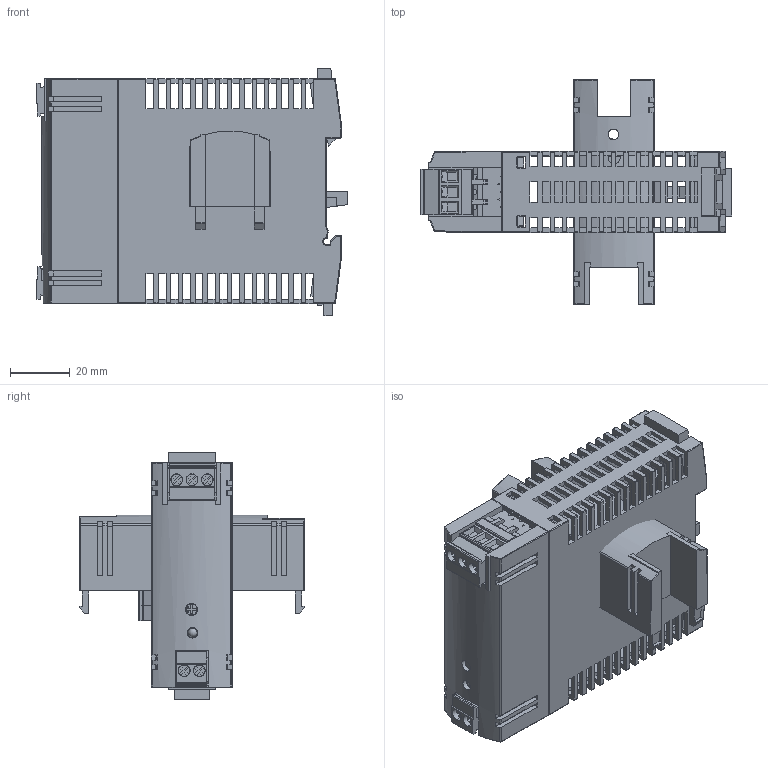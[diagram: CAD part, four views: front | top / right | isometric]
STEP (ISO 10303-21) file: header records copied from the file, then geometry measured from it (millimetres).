
FILE_DESCRIPTION( ( 'Unknown' ), '1' );
FILE_NAME( 'TCL 024-124.stp', 'Unknown', ( 'Unknown' ), ( 'Unknown' ), 'PSStep 13.0', 'Unknown', ' ' );
FILE_SCHEMA( ( 'AUTOMOTIVE_DESIGN { 1 0 10303 214 1 1 1 1 }' ) );
Length unit declared in the file: millimetre
Products named in the file (10): Assem1; 24300145-DINSLIDE; 21500012-LED-G; 22200006-POT; 24600176-CHASSIS; 24600176-HOOD; 23500271-CONNECTOR; 23500267-CONNECTOR; 23500268-CONNECTOR; 23500266-CONNECTOR
Bounding box: 104.09 x 75 x 82.49 mm (x, y, z)
Volume: 90100.9 mm3; surface area: 114834.8 mm2
Topology: 18 solids, 18 shells, 3810 faces, 10986 edges, 7092 vertices
Faces by surface type: plane 3100, cylinder 552, sphere 102, cone 28, torus 24, bspline 4
Full cylindrical faces by diameter (mm): 0.305 x4, 0.5 x4, 0.508 x6, 3 x2, 3.5 x2, 3.708 x2, 3.861 x2, 4 x2, 5.41 x2, 6.401 x2, 6.502 x2
Entity records: 81377 total; most frequent: CARTESIAN_POINT 12302, ORIENTED_EDGE 10904, DIRECTION 10083, EDGE_CURVE 5452, LINE 4589, VECTOR 4589, VERTEX_POINT 3538, AXIS2_PLACEMENT_3D 2747
